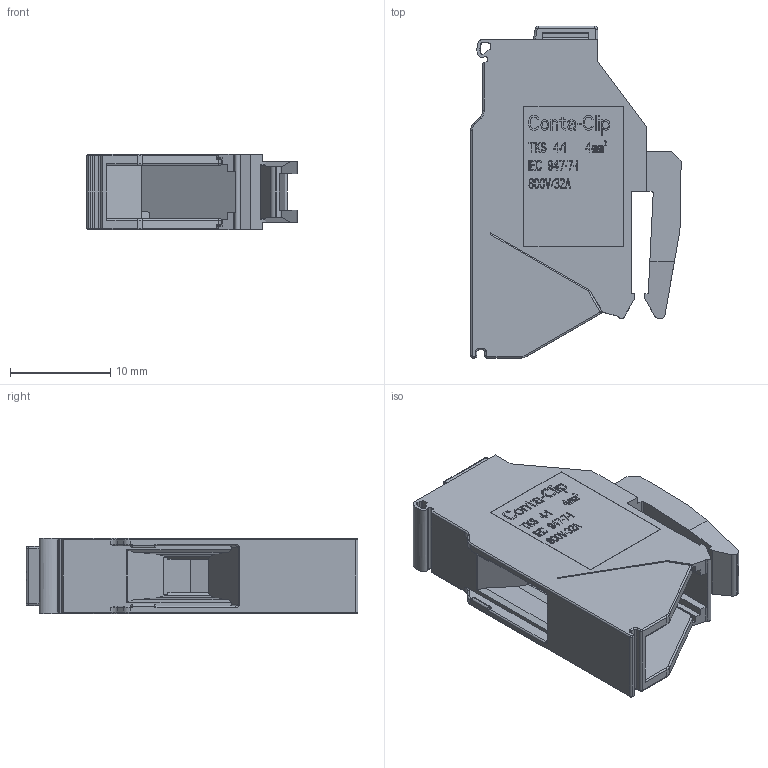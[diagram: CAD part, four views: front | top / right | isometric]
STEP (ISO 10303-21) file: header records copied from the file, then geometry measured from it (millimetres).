
FILE_DESCRIPTION(('FreeCAD Model'),'2;1');
FILE_NAME('1222_TKS_4_1.stp','2018-08-31T10:08:57',('Author'),(''), 'Open CASCADE STEP processor 7.2','FreeCAD','Unknown');
FILE_SCHEMA(('AUTOMOTIVE_DESIGN { 1 0 10303 214 1 1 1 1 }'));
Products named in the file (1): 1222_TKS_4_1
Bounding box: 20.98 x 33.11 x 7.5 mm (x, y, z)
Volume: 2352.3 mm3; surface area: 3116.4 mm2
Topology: 1 solids, 1 shells, 1343 faces, 3767 edges, 2468 vertices
Faces by surface type: plane 1169, cylinder 114, bspline 34, torus 24, extrusion 2
Entity records: 93447 total; most frequent: CARTESIAN_POINT 18209, DIRECTION 13757, VECTOR 10583, LINE 10581, ORIENTED_EDGE 7526, PCURVE 7526, DEFINITIONAL_REPRESENTATION 7526, EDGE_CURVE 3763
